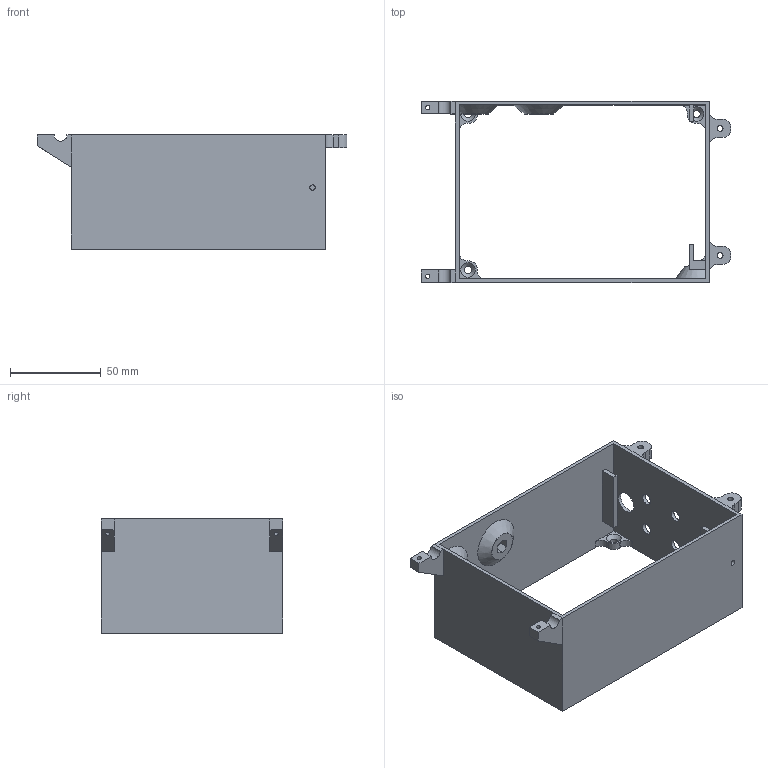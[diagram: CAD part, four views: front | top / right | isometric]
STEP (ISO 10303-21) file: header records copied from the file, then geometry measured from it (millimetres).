
FILE_DESCRIPTION(('FreeCAD Model'),'2;1');
FILE_NAME('Open CASCADE Shape Model','2023-02-20T21:07:06',(''),(''), 'Open CASCADE STEP processor 7.6','FreeCAD','Unknown');
FILE_SCHEMA(('AUTOMOTIVE_DESIGN { 1 0 10303 214 1 1 1 1 }'));
Length unit declared in the file: millimetre
Products named in the file (1): короб для электроники
Bounding box: 171 x 100 x 63 mm (x, y, z)
Volume: 71943.1 mm3; surface area: 66436.8 mm2
Topology: 1 solids, 1 shells, 149 faces, 429 edges, 286 vertices
Faces by surface type: plane 94, cylinder 46, cone 9
Full cylindrical faces by diameter (mm): 2.4 x2, 3 x2, 3.2 x2, 4 x6, 6.24 x6, 12 x1, 16.2 x1
Entity records: 10825 total; most frequent: CARTESIAN_POINT 2181, DIRECTION 1626, LINE 1073, VECTOR 1073, ORIENTED_EDGE 858, PCURVE 858, DEFINITIONAL_REPRESENTATION 858, EDGE_CURVE 429
